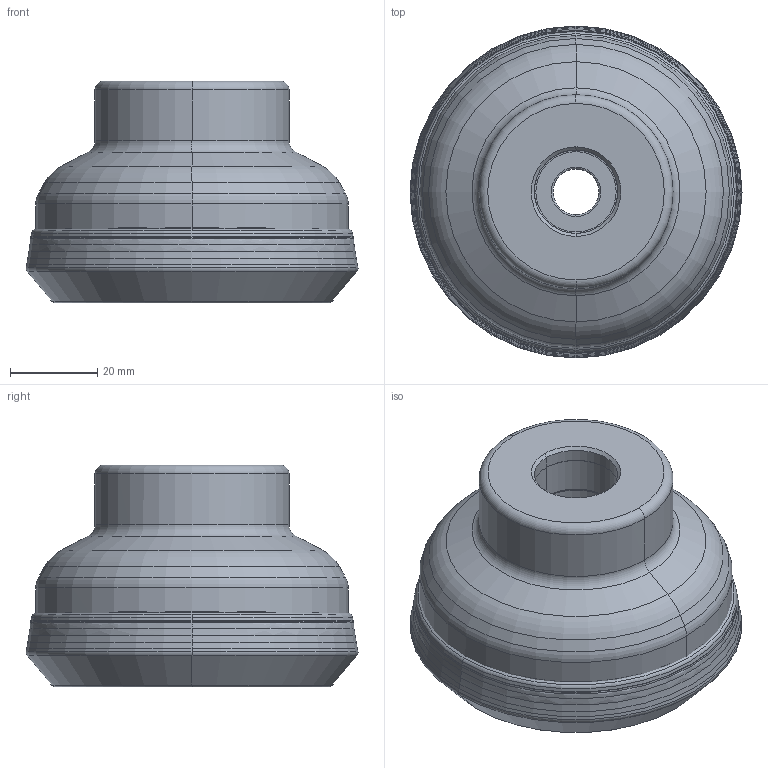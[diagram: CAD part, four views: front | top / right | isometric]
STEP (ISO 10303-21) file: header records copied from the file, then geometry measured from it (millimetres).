
FILE_DESCRIPTION(/* description */ (''),/* implementation_level */ '2;1');
FILE_NAME(/* name */ 'AHX640SUR2505AA_IR0_047.stp',/* time_stamp */ '2021-02-02T08:17:43+09:00',/* author */ (''),/* organization */ (''),/* preprocessor_version */ 'ST-DEVELOPER v16',/* originating_system */ 'SIEMENS PLM Software NX 10.0',/* authorisation */ '');
FILE_SCHEMA (('AUTOMOTIVE_DESIGN { 1 0 10303 214 3 1 1 1 }'));
Length unit declared in the file: millimetre
Products named in the file (1): AHX640SUR2505AA_IR0_047_ASM
Bounding box: 76.05 x 76.05 x 50.8 mm (x, y, z)
Volume: 185947.1 mm3; surface area: 28958 mm2
Topology: 2 solids, 2 shells, 207 faces, 535 edges, 409 vertices
Faces by surface type: torus 74, cone 58, bspline 28, revolution 26, cylinder 14, plane 7
Entity records: 7339 total; most frequent: CARTESIAN_POINT 1989, DIRECTION 1218, ORIENTED_EDGE 928, AXIS2_PLACEMENT_3D 550, EDGE_CURVE 464, CIRCLE 386, VERTEX_POINT 264, EDGE_LOOP 214
